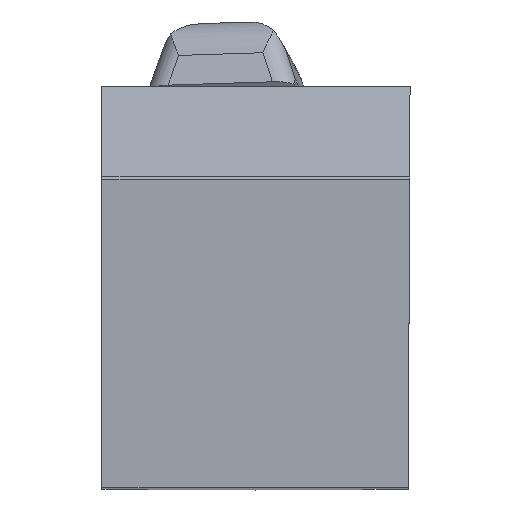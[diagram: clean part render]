
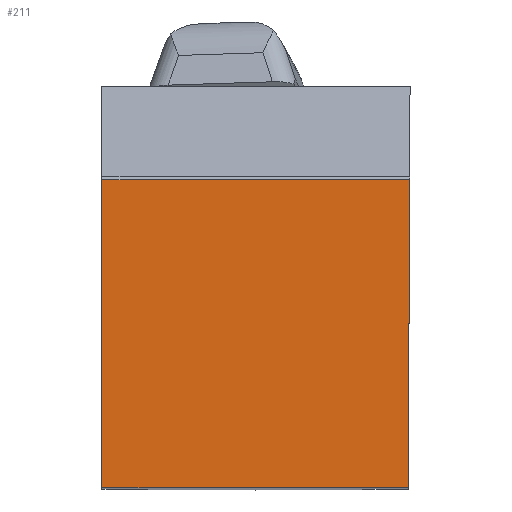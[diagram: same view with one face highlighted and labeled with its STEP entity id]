
A CAD part, top view. The second image highlights one B-rep face of the part: STEP entity #211.
In plain terms, the highlighted planar face has unit normal (0, 0, 1).
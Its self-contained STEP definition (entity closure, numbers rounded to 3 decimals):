
#151=FACE_OUTER_BOUND('',#567,.T.);
#211=ADVANCED_FACE('BLANK_BOXF006',(#151),#265,.F.);
#265=PLANE('',#1355);
#350=LINE('',#1980,#468);
#353=LINE('',#1988,#471);
#354=LINE('',#1990,#472);
#355=LINE('',#1992,#473);
#468=VECTOR('',#1565,1.);
#471=VECTOR('',#1572,1.);
#472=VECTOR('',#1573,1.);
#473=VECTOR('',#1574,1.);
#567=EDGE_LOOP('',(#732,#733,#734,#735));
#732=ORIENTED_EDGE('',*,*,#1133,.F.);
#733=ORIENTED_EDGE('',*,*,#1129,.F.);
#734=ORIENTED_EDGE('',*,*,#1134,.F.);
#735=ORIENTED_EDGE('',*,*,#1135,.F.);
#1000=VERTEX_POINT('',#1979);
#1001=VERTEX_POINT('',#1981);
#1004=VERTEX_POINT('',#1989);
#1005=VERTEX_POINT('',#1991);
#1129=EDGE_CURVE('',#1000,#1001,#350,.T.);
#1133=EDGE_CURVE('',#1001,#1004,#353,.T.);
#1134=EDGE_CURVE('',#1005,#1000,#354,.T.);
#1135=EDGE_CURVE('',#1004,#1005,#355,.T.);
#1355=AXIS2_PLACEMENT_3D('',#1993,#1575,#1576);
#1565=DIRECTION('',(-1.,0.,0.));
#1572=DIRECTION('',(0.,1.,0.));
#1573=DIRECTION('',(-0.004,-1.,0.));
#1574=DIRECTION('',(1.,0.,0.));
#1575=DIRECTION('',(0.,0.,-1.));
#1576=DIRECTION('',(-1.,0.,0.));
#1979=CARTESIAN_POINT('',(-0.138,0.,0.));
#1980=CARTESIAN_POINT('',(168.4,0.,0.));
#1981=CARTESIAN_POINT('',(-31.623,0.,0.));
#1988=CARTESIAN_POINT('',(-31.623,-168.4,0.));
#1989=CARTESIAN_POINT('',(-31.623,31.623,0.));
#1990=CARTESIAN_POINT('',(0.597,168.398,0.));
#1991=CARTESIAN_POINT('',(0.,31.623,0.));
#1992=CARTESIAN_POINT('',(-168.4,31.623,0.));
#1993=CARTESIAN_POINT('',(-36.623,-5.,0.));
